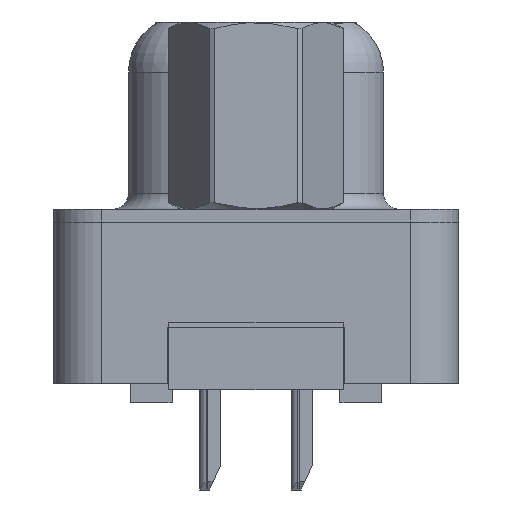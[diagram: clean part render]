
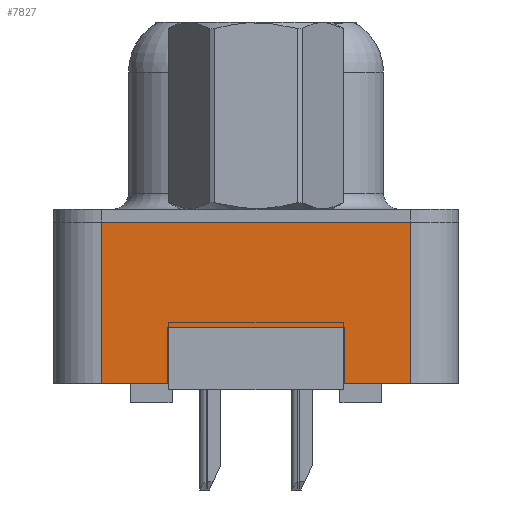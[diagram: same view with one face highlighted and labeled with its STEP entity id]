
A CAD part, left-side view. The second image highlights one B-rep face of the part: STEP entity #7827.
In plain terms, the highlighted planar face has unit normal (-1, 0, 0).
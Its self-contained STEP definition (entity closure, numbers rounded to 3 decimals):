
#689 = LINE ( 'NONE', #18515, #15271 ) ;
#934 = DIRECTION ( 'NONE',  ( 0., 0., 1. ) ) ;
#1207 = CARTESIAN_POINT ( 'NONE',  ( -2.91, -4.775, 0. ) ) ;
#1684 = DIRECTION ( 'NONE',  ( 0., 0., -1. ) ) ;
#1726 = FACE_OUTER_BOUND ( 'NONE', #12080, .T. ) ;
#2649 = VERTEX_POINT ( 'NONE', #17072 ) ;
#3048 = EDGE_CURVE ( 'NONE', #2649, #5768, #689, .T. ) ;
#3098 = VECTOR ( 'NONE', #934, 1000. ) ;
#3960 = VECTOR ( 'NONE', #13819, 1000. ) ;
#4993 = CARTESIAN_POINT ( 'NONE',  ( -2.91, 2.75, -3.25 ) ) ;
#5155 = CARTESIAN_POINT ( 'NONE',  ( -2.91, -4.775, 0. ) ) ;
#5768 = VERTEX_POINT ( 'NONE', #11564 ) ;
#6227 = DIRECTION ( 'NONE',  ( 0., 0., 1. ) ) ;
#6709 = DIRECTION ( 'NONE',  ( 0., -1., 0. ) ) ;
#7279 = VERTEX_POINT ( 'NONE', #25959 ) ;
#7368 = CARTESIAN_POINT ( 'NONE',  ( -2.91, 2.75, -3.25 ) ) ;
#7518 = CARTESIAN_POINT ( 'NONE',  ( -2.91, 4.775, 0. ) ) ;
#7598 = LINE ( 'NONE', #5155, #15241 ) ;
#7827 = ADVANCED_FACE ( 'NONE', ( #1726 ), #28383, .T. ) ;
#8202 = CARTESIAN_POINT ( 'NONE',  ( -2.91, -2.75, -3.25 ) ) ;
#9173 = ORIENTED_EDGE ( 'NONE', *, *, #11433, .F. ) ;
#9350 = ORIENTED_EDGE ( 'NONE', *, *, #3048, .T. ) ;
#9719 = EDGE_CURVE ( 'NONE', #23169, #14363, #27001, .T. ) ;
#10443 = ORIENTED_EDGE ( 'NONE', *, *, #9719, .F. ) ;
#10523 = ORIENTED_EDGE ( 'NONE', *, *, #28211, .F. ) ;
#10755 = CARTESIAN_POINT ( 'NONE',  ( -2.91, -4.775, -5. ) ) ;
#10799 = ORIENTED_EDGE ( 'NONE', *, *, #21283, .T. ) ;
#10998 = DIRECTION ( 'NONE',  ( -1., 0., 0. ) ) ;
#11433 = EDGE_CURVE ( 'NONE', #2649, #14679, #20944, .T. ) ;
#11564 = CARTESIAN_POINT ( 'NONE',  ( -2.91, 2.75, -5. ) ) ;
#12080 = EDGE_LOOP ( 'NONE', ( #18886, #27902, #10799, #10523, #9173, #9350, #22525, #10443 ) ) ;
#12991 = LINE ( 'NONE', #15166, #28485 ) ;
#13026 = CARTESIAN_POINT ( 'NONE',  ( -2.91, -4.775, -5. ) ) ;
#13819 = DIRECTION ( 'NONE',  ( 0., 1., 0. ) ) ;
#13970 = VECTOR ( 'NONE', #6709, 1000. ) ;
#14363 = VERTEX_POINT ( 'NONE', #7368 ) ;
#14679 = VERTEX_POINT ( 'NONE', #7518 ) ;
#14911 = LINE ( 'NONE', #19261, #15638 ) ;
#15137 = VERTEX_POINT ( 'NONE', #1207 ) ;
#15152 = LINE ( 'NONE', #8202, #15590 ) ;
#15166 = CARTESIAN_POINT ( 'NONE',  ( -2.91, -4.775, -5. ) ) ;
#15241 = VECTOR ( 'NONE', #24992, 1000. ) ;
#15271 = VECTOR ( 'NONE', #27334, 1000. ) ;
#15590 = VECTOR ( 'NONE', #1684, 1000. ) ;
#15638 = VECTOR ( 'NONE', #24039, 1000. ) ;
#17072 = CARTESIAN_POINT ( 'NONE',  ( -2.91, 4.775, -5. ) ) ;
#18515 = CARTESIAN_POINT ( 'NONE',  ( -2.91, -4.775, -5. ) ) ;
#18886 = ORIENTED_EDGE ( 'NONE', *, *, #24806, .T. ) ;
#19261 = CARTESIAN_POINT ( 'NONE',  ( -2.91, 2.75, -3.25 ) ) ;
#19280 = EDGE_CURVE ( 'NONE', #7279, #25911, #26551, .T. ) ;
#20198 = CARTESIAN_POINT ( 'NONE',  ( -2.91, -4.775, -5. ) ) ;
#20377 = CARTESIAN_POINT ( 'NONE',  ( -2.91, -2.75, -3.25 ) ) ;
#20944 = LINE ( 'NONE', #27872, #3098 ) ;
#21038 = AXIS2_PLACEMENT_3D ( 'NONE', #13026, #10998, #6227 ) ;
#21283 = EDGE_CURVE ( 'NONE', #25911, #15137, #12991, .T. ) ;
#22525 = ORIENTED_EDGE ( 'NONE', *, *, #24333, .F. ) ;
#23169 = VERTEX_POINT ( 'NONE', #20377 ) ;
#24039 = DIRECTION ( 'NONE',  ( 0., 0., -1. ) ) ;
#24333 = EDGE_CURVE ( 'NONE', #14363, #5768, #14911, .T. ) ;
#24806 = EDGE_CURVE ( 'NONE', #23169, #7279, #15152, .T. ) ;
#24992 = DIRECTION ( 'NONE',  ( 0., -1., 0. ) ) ;
#25911 = VERTEX_POINT ( 'NONE', #10755 ) ;
#25959 = CARTESIAN_POINT ( 'NONE',  ( -2.91, -2.75, -5. ) ) ;
#26551 = LINE ( 'NONE', #20198, #13970 ) ;
#27001 = LINE ( 'NONE', #4993, #3960 ) ;
#27334 = DIRECTION ( 'NONE',  ( 0., -1., 0. ) ) ;
#27872 = CARTESIAN_POINT ( 'NONE',  ( -2.91, 4.775, -5. ) ) ;
#27902 = ORIENTED_EDGE ( 'NONE', *, *, #19280, .T. ) ;
#28211 = EDGE_CURVE ( 'NONE', #14679, #15137, #7598, .T. ) ;
#28383 = PLANE ( 'NONE',  #21038 ) ;
#28485 = VECTOR ( 'NONE', #28497, 1000. ) ;
#28497 = DIRECTION ( 'NONE',  ( 0., 0., 1. ) ) ;
